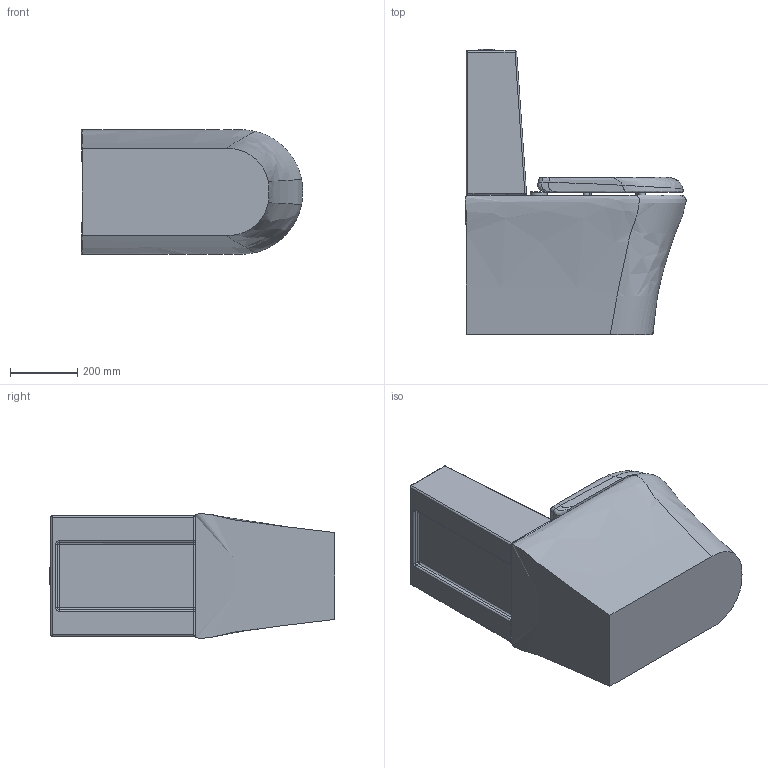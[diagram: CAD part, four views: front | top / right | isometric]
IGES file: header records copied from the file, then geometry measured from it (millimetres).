
Global section: file name: 3599; native system: AutoCAD 2016 - English; preprocessor: Autodesk Translation Framework DWG producer (atf_dwg_producer); organization: unknown; date: 20170508.103533; units: millimetre
Bounding box: 658.81 x 849 x 370.64 mm (x, y, z)
Volume: 86145510.6 mm3; surface area: 2476230.9 mm2
Topology: 7 solids, 7 shells, 177 faces, 451 edges, 299 vertices
Faces by surface type: bspline 177
